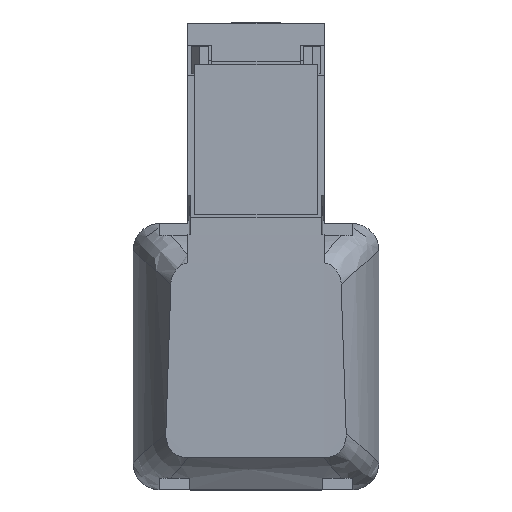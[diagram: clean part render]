
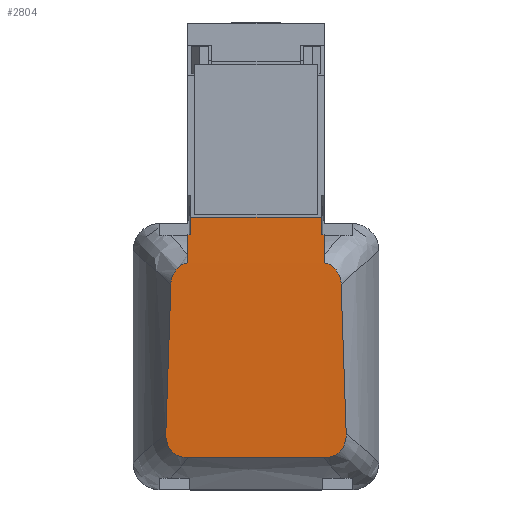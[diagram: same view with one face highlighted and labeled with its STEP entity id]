
A CAD part, top view. The second image highlights one B-rep face of the part: STEP entity #2804.
In plain terms, the highlighted cylindrical face has radius 745 mm (diameter 1490 mm), a partial arc.
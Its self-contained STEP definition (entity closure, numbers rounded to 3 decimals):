
#1873=AXIS2_PLACEMENT_3D('Cylinder Axis2P3D',#1870,#1871,#1872) ;
#2720=AXIS2_PLACEMENT_3D('Circle Axis2P3D',#2718,#2719,$) ;
#2739=AXIS2_PLACEMENT_3D('Circle Axis2P3D',#2737,#2738,$) ;
#1870=CARTESIAN_POINT('Axis2P3D Location',(9.,49.852,-713.037)) ;
#2031=CARTESIAN_POINT('Vertex',(13.792,19.95,31.363)) ;
#2034=CARTESIAN_POINT('Line Origine',(13.792,19.3,31.336)) ;
#2038=CARTESIAN_POINT('Vertex',(13.792,18.65,31.31)) ;
#2060=CARTESIAN_POINT('Line Origine',(9.,19.95,31.363)) ;
#2064=CARTESIAN_POINT('Vertex',(4.208,19.95,31.363)) ;
#2097=CARTESIAN_POINT('Vertex',(4.208,18.65,31.31)) ;
#2100=CARTESIAN_POINT('Line Origine',(4.208,19.3,31.336)) ;
#2600=CARTESIAN_POINT('Line Origine',(13.846,18.65,31.31)) ;
#2604=CARTESIAN_POINT('Vertex',(13.9,18.65,31.31)) ;
#2607=CARTESIAN_POINT('Line Origine',(13.95,18.65,31.31)) ;
#2611=CARTESIAN_POINT('Vertex',(14.,18.65,31.31)) ;
#2683=CARTESIAN_POINT('Control Point',(13.951,2.329,30.446)) ;
#2684=CARTESIAN_POINT('Control Point',(14.213,2.329,30.446)) ;
#2685=CARTESIAN_POINT('Control Point',(14.485,2.37,30.449)) ;
#2686=CARTESIAN_POINT('Control Point',(14.763,2.47,30.455)) ;
#2687=CARTESIAN_POINT('Control Point',(15.248,2.814,30.477)) ;
#2688=CARTESIAN_POINT('Control Point',(15.52,3.328,30.509)) ;
#2689=CARTESIAN_POINT('Control Point',(15.589,3.596,30.526)) ;
#2690=CARTESIAN_POINT('Control Point',(15.614,3.857,30.542)) ;
#2691=CARTESIAN_POINT('Control Point',(15.605,4.109,30.558)) ;
#2692=CARTESIAN_POINT('Vertex',(15.605,4.109,30.558)) ;
#2694=CARTESIAN_POINT('Vertex',(13.951,2.329,30.446)) ;
#2698=CARTESIAN_POINT('Control Point',(15.233,15.058,31.15)) ;
#2699=CARTESIAN_POINT('Control Point',(15.341,11.523,30.985)) ;
#2700=CARTESIAN_POINT('Control Point',(15.465,7.885,30.79)) ;
#2701=CARTESIAN_POINT('Control Point',(15.605,4.109,30.558)) ;
#2702=CARTESIAN_POINT('Vertex',(15.233,15.058,31.15)) ;
#2706=CARTESIAN_POINT('Control Point',(14.,16.626,31.222)) ;
#2707=CARTESIAN_POINT('Control Point',(14.199,16.576,31.22)) ;
#2708=CARTESIAN_POINT('Control Point',(14.396,16.498,31.216)) ;
#2709=CARTESIAN_POINT('Control Point',(14.585,16.384,31.211)) ;
#2710=CARTESIAN_POINT('Control Point',(14.921,16.083,31.198)) ;
#2711=CARTESIAN_POINT('Control Point',(15.129,15.687,31.18)) ;
#2712=CARTESIAN_POINT('Control Point',(15.194,15.475,31.17)) ;
#2713=CARTESIAN_POINT('Control Point',(15.227,15.264,31.16)) ;
#2714=CARTESIAN_POINT('Control Point',(15.233,15.058,31.15)) ;
#2715=CARTESIAN_POINT('Vertex',(14.,16.626,31.222)) ;
#2718=CARTESIAN_POINT('Axis2P3D Location',(14.,49.852,-713.037)) ;
#2723=CARTESIAN_POINT('Line Origine',(11.069,18.65,31.31)) ;
#2727=CARTESIAN_POINT('Vertex',(4.1,18.65,31.31)) ;
#2730=CARTESIAN_POINT('Line Origine',(11.069,18.65,31.31)) ;
#2734=CARTESIAN_POINT('Vertex',(4.,18.65,31.31)) ;
#2737=CARTESIAN_POINT('Axis2P3D Location',(4.,49.852,-713.037)) ;
#2741=CARTESIAN_POINT('Vertex',(4.,16.626,31.222)) ;
#2745=CARTESIAN_POINT('Control Point',(4.,16.626,31.222)) ;
#2746=CARTESIAN_POINT('Control Point',(3.801,16.576,31.22)) ;
#2747=CARTESIAN_POINT('Control Point',(3.604,16.498,31.216)) ;
#2748=CARTESIAN_POINT('Control Point',(3.415,16.384,31.211)) ;
#2749=CARTESIAN_POINT('Control Point',(3.079,16.083,31.198)) ;
#2750=CARTESIAN_POINT('Control Point',(2.871,15.687,31.18)) ;
#2751=CARTESIAN_POINT('Control Point',(2.806,15.475,31.17)) ;
#2752=CARTESIAN_POINT('Control Point',(2.773,15.264,31.16)) ;
#2753=CARTESIAN_POINT('Control Point',(2.767,15.058,31.15)) ;
#2754=CARTESIAN_POINT('Vertex',(2.767,15.058,31.15)) ;
#2758=CARTESIAN_POINT('Control Point',(2.767,15.058,31.15)) ;
#2759=CARTESIAN_POINT('Control Point',(2.659,11.523,30.985)) ;
#2760=CARTESIAN_POINT('Control Point',(2.535,7.885,30.79)) ;
#2761=CARTESIAN_POINT('Control Point',(2.395,4.109,30.558)) ;
#2762=CARTESIAN_POINT('Vertex',(2.395,4.109,30.558)) ;
#2766=CARTESIAN_POINT('Control Point',(4.049,2.329,30.446)) ;
#2767=CARTESIAN_POINT('Control Point',(3.836,2.329,30.446)) ;
#2768=CARTESIAN_POINT('Control Point',(3.616,2.357,30.448)) ;
#2769=CARTESIAN_POINT('Control Point',(3.393,2.419,30.452)) ;
#2770=CARTESIAN_POINT('Control Point',(2.983,2.631,30.465)) ;
#2771=CARTESIAN_POINT('Control Point',(2.676,2.98,30.487)) ;
#2772=CARTESIAN_POINT('Control Point',(2.566,3.173,30.5)) ;
#2773=CARTESIAN_POINT('Control Point',(2.449,3.48,30.519)) ;
#2774=CARTESIAN_POINT('Control Point',(2.402,3.79,30.538)) ;
#2775=CARTESIAN_POINT('Control Point',(2.393,3.898,30.545)) ;
#2776=CARTESIAN_POINT('Control Point',(2.391,4.004,30.551)) ;
#2777=CARTESIAN_POINT('Control Point',(2.395,4.109,30.558)) ;
#2778=CARTESIAN_POINT('Vertex',(4.049,2.329,30.446)) ;
#2781=CARTESIAN_POINT('Line Origine',(11.069,2.329,30.446)) ;
#1871=DIRECTION('Axis2P3D Direction',(-1.,0.,0.)) ;
#1872=DIRECTION('Axis2P3D XDirection',(0.,-0.074,0.997)) ;
#2035=DIRECTION('Vector Direction',(0.,-0.999,-0.041)) ;
#2061=DIRECTION('Vector Direction',(1.,0.,0.)) ;
#2101=DIRECTION('Vector Direction',(0.,-0.999,-0.041)) ;
#2601=DIRECTION('Vector Direction',(-1.,0.,0.)) ;
#2608=DIRECTION('Vector Direction',(1.,0.,0.)) ;
#2719=DIRECTION('Axis2P3D Direction',(-1.,0.,0.)) ;
#2724=DIRECTION('Vector Direction',(-1.,0.,0.)) ;
#2731=DIRECTION('Vector Direction',(-1.,0.,0.)) ;
#2738=DIRECTION('Axis2P3D Direction',(-1.,0.,0.)) ;
#2782=DIRECTION('Vector Direction',(-1.,0.,0.)) ;
#2036=VECTOR('Line Direction',#2035,1.) ;
#2062=VECTOR('Line Direction',#2061,1.) ;
#2102=VECTOR('Line Direction',#2101,1.) ;
#2602=VECTOR('Line Direction',#2601,1.) ;
#2609=VECTOR('Line Direction',#2608,1.) ;
#2725=VECTOR('Line Direction',#2724,1.) ;
#2732=VECTOR('Line Direction',#2731,1.) ;
#2783=VECTOR('Line Direction',#2782,1.) ;
#2787=ORIENTED_EDGE('',*,*,#2696,.F.) ;
#2788=ORIENTED_EDGE('',*,*,#2704,.F.) ;
#2789=ORIENTED_EDGE('',*,*,#2717,.F.) ;
#2790=ORIENTED_EDGE('',*,*,#2722,.F.) ;
#2791=ORIENTED_EDGE('',*,*,#2613,.F.) ;
#2792=ORIENTED_EDGE('',*,*,#2606,.T.) ;
#2793=ORIENTED_EDGE('',*,*,#2040,.F.) ;
#2794=ORIENTED_EDGE('',*,*,#2066,.F.) ;
#2795=ORIENTED_EDGE('',*,*,#2104,.T.) ;
#2796=ORIENTED_EDGE('',*,*,#2729,.T.) ;
#2797=ORIENTED_EDGE('',*,*,#2736,.T.) ;
#2798=ORIENTED_EDGE('',*,*,#2743,.F.) ;
#2799=ORIENTED_EDGE('',*,*,#2756,.F.) ;
#2800=ORIENTED_EDGE('',*,*,#2764,.T.) ;
#2801=ORIENTED_EDGE('',*,*,#2780,.F.) ;
#2802=ORIENTED_EDGE('',*,*,#2785,.F.) ;
#2804=ADVANCED_FACE('Hauptk\X2\00F6\X0\rper',(#2803),#1874,.T.) ;
#2682=B_SPLINE_CURVE_WITH_KNOTS('',5,(#2683,#2684,#2685,#2686,#2687,#2688,#2689,#2690,#2691),.UNSPECIFIED.,.F.,.U.,(6,3,6),(0.,1.81,3.6),.UNSPECIFIED.) ;
#2697=B_SPLINE_CURVE_WITH_KNOTS('',3,(#2698,#2699,#2700,#2701),.UNSPECIFIED.,.F.,.U.,(4,4),(2.853,21.363),.UNSPECIFIED.) ;
#2705=B_SPLINE_CURVE_WITH_KNOTS('',5,(#2706,#2707,#2708,#2709,#2710,#2711,#2712,#2713,#2714),.UNSPECIFIED.,.F.,.U.,(6,3,6),(0.,1.38,2.812),.UNSPECIFIED.) ;
#2744=B_SPLINE_CURVE_WITH_KNOTS('',5,(#2745,#2746,#2747,#2748,#2749,#2750,#2751,#2752,#2753),.UNSPECIFIED.,.F.,.U.,(6,3,6),(0.,1.38,2.812),.UNSPECIFIED.) ;
#2757=B_SPLINE_CURVE_WITH_KNOTS('',3,(#2758,#2759,#2760,#2761),.UNSPECIFIED.,.F.,.U.,(4,4),(2.853,21.363),.UNSPECIFIED.) ;
#2765=B_SPLINE_CURVE_WITH_KNOTS('',5,(#2766,#2767,#2768,#2769,#2770,#2771,#2772,#2773,#2774,#2775,#2776,#2777),.UNSPECIFIED.,.F.,.U.,(6,3,3,6),(0.,1.473,2.856,3.601),.UNSPECIFIED.) ;
#2721=CIRCLE('generated circle',#2720,745.) ;
#2740=CIRCLE('generated circle',#2739,745.) ;
#1874=CYLINDRICAL_SURFACE('generated cylinder',#1873,745.) ;
#2040=EDGE_CURVE('',#2032,#2039,#2037,.T.) ;
#2066=EDGE_CURVE('',#2065,#2032,#2063,.T.) ;
#2104=EDGE_CURVE('',#2065,#2098,#2103,.T.) ;
#2606=EDGE_CURVE('',#2605,#2039,#2603,.T.) ;
#2613=EDGE_CURVE('',#2605,#2612,#2610,.T.) ;
#2696=EDGE_CURVE('',#2693,#2695,#2682,.F.) ;
#2704=EDGE_CURVE('',#2703,#2693,#2697,.T.) ;
#2717=EDGE_CURVE('',#2716,#2703,#2705,.T.) ;
#2722=EDGE_CURVE('',#2612,#2716,#2721,.F.) ;
#2729=EDGE_CURVE('',#2098,#2728,#2726,.T.) ;
#2736=EDGE_CURVE('',#2728,#2735,#2733,.T.) ;
#2743=EDGE_CURVE('',#2742,#2735,#2740,.T.) ;
#2756=EDGE_CURVE('',#2755,#2742,#2744,.F.) ;
#2764=EDGE_CURVE('',#2755,#2763,#2757,.T.) ;
#2780=EDGE_CURVE('',#2779,#2763,#2765,.T.) ;
#2785=EDGE_CURVE('',#2695,#2779,#2784,.T.) ;
#2786=EDGE_LOOP('',(#2787,#2788,#2789,#2790,#2791,#2792,#2793,#2794,#2795,#2796,#2797,#2798,#2799,#2800,#2801,#2802)) ;
#2803=FACE_OUTER_BOUND('',#2786,.T.) ;
#2037=LINE('Line',#2034,#2036) ;
#2063=LINE('Line',#2060,#2062) ;
#2103=LINE('Line',#2100,#2102) ;
#2603=LINE('Line',#2600,#2602) ;
#2610=LINE('Line',#2607,#2609) ;
#2726=LINE('Line',#2723,#2725) ;
#2733=LINE('Line',#2730,#2732) ;
#2784=LINE('Line',#2781,#2783) ;
#2032=VERTEX_POINT('',#2031) ;
#2039=VERTEX_POINT('',#2038) ;
#2065=VERTEX_POINT('',#2064) ;
#2098=VERTEX_POINT('',#2097) ;
#2605=VERTEX_POINT('',#2604) ;
#2612=VERTEX_POINT('',#2611) ;
#2693=VERTEX_POINT('',#2692) ;
#2695=VERTEX_POINT('',#2694) ;
#2703=VERTEX_POINT('',#2702) ;
#2716=VERTEX_POINT('',#2715) ;
#2728=VERTEX_POINT('',#2727) ;
#2735=VERTEX_POINT('',#2734) ;
#2742=VERTEX_POINT('',#2741) ;
#2755=VERTEX_POINT('',#2754) ;
#2763=VERTEX_POINT('',#2762) ;
#2779=VERTEX_POINT('',#2778) ;
